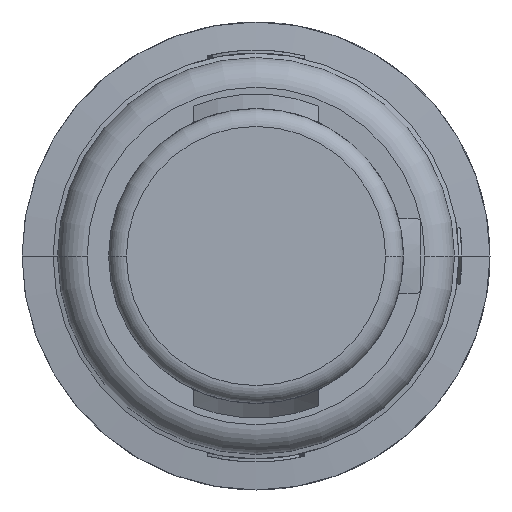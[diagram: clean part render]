
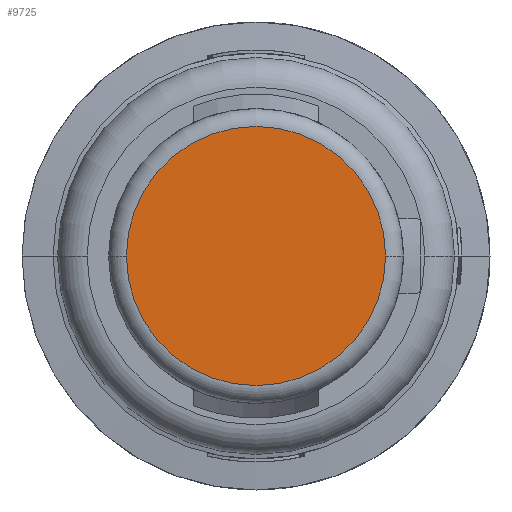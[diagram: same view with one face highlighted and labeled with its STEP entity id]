
A CAD part, left-side view. The second image highlights one B-rep face of the part: STEP entity #9725.
In plain terms, the highlighted planar face has unit normal (-1, 0, 0).
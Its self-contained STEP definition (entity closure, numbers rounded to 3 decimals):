
#4906=CARTESIAN_POINT('',(0.,0.,0.));
#4907=DIRECTION('',(-1.,0.,0.));
#4908=DIRECTION('',(0.,1.,0.));
#4909=AXIS2_PLACEMENT_3D('',#4906,#4907,#4908);
#4914=CARTESIAN_POINT('',(0.,0.,0.));
#4915=DIRECTION('',(1.,0.,0.));
#4916=DIRECTION('',(0.,1.,0.));
#4917=AXIS2_PLACEMENT_3D('',#4914,#4915,#4916);
#7073=CARTESIAN_POINT('',(0.,4.375,0.));
#7074=VERTEX_POINT('',#7073);
#7088=CARTESIAN_POINT('',(0.,-4.375,0.));
#7090=VERTEX_POINT('',#7088);
#9716=CARTESIAN_POINT('',(0.,0.,0.));
#9717=DIRECTION('',(1.,0.,0.));
#9718=DIRECTION('',(0.,-1.,0.));
#9719=AXIS2_PLACEMENT_3D('',#9716,#9717,#9718);
#9720=PLANE('',#9719);
#9721=ORIENTED_EDGE('',*,*,#9709,.F.);
#9722=ORIENTED_EDGE('',*,*,#9698,.T.);
#9723=EDGE_LOOP('',(#9721,#9722));
#9724=FACE_OUTER_BOUND('',#9723,.F.);
#4910=CIRCLE('',#4909,4.375);
#4918=CIRCLE('',#4917,4.375);
#9698=EDGE_CURVE('',#7074,#7090,#4918,.T.);
#9709=EDGE_CURVE('',#7074,#7090,#4910,.T.);
#9725=ADVANCED_FACE('',(#9724),#9720,.F.);
